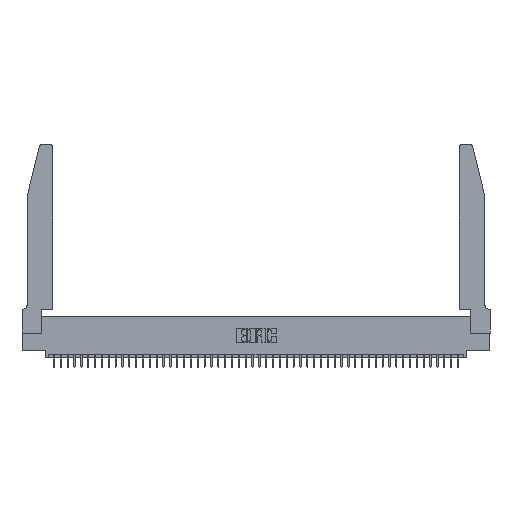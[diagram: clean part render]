
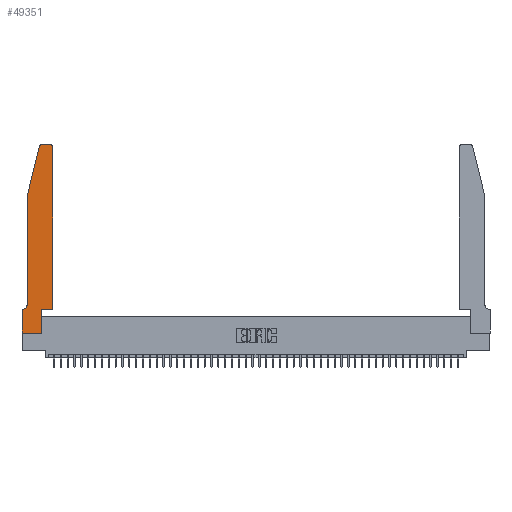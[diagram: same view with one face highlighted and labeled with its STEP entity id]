
A CAD part, top view. The second image highlights one B-rep face of the part: STEP entity #49351.
In plain terms, the highlighted planar face has unit normal (0, 0, 1).
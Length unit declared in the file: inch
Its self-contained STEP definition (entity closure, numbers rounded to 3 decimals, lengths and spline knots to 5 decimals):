
#1351 = EDGE_CURVE ( 'NONE', #15297, #10107, #5728, .T. ) ;
#1601 = CARTESIAN_POINT ( 'NONE',  ( 0.4505, 2.72, 0.37 ) ) ;
#2915 = DIRECTION ( 'NONE',  ( 1., 0., 0. ) ) ;
#3313 = DIRECTION ( 'NONE',  ( 0., 1., 0. ) ) ;
#3562 = ORIENTED_EDGE ( 'NONE', *, *, #45067, .T. ) ;
#5560 = CARTESIAN_POINT ( 'NONE',  ( 0.284, 2.75, 0.37 ) ) ;
#5722 = LINE ( 'NONE', #48494, #37226 ) ;
#5728 = LINE ( 'NONE', #39987, #43287 ) ;
#6074 = ORIENTED_EDGE ( 'NONE', *, *, #9076, .T. ) ;
#6686 = VERTEX_POINT ( 'NONE', #44691 ) ;
#7174 = VERTEX_POINT ( 'NONE', #21914 ) ;
#7708 = VECTOR ( 'NONE', #44901, 39.37008 ) ;
#7733 = ORIENTED_EDGE ( 'NONE', *, *, #1351, .T. ) ;
#8067 = EDGE_LOOP ( 'NONE', ( #25731, #21886, #27578, #7733, #30300, #13070, #3562, #12758, #37944, #6074, #36702, #41517 ) ) ;
#8084 = VECTOR ( 'NONE', #9484, 39.37008 ) ;
#8166 = VERTEX_POINT ( 'NONE', #46657 ) ;
#8561 = DIRECTION ( 'NONE',  ( 1., 0., 0. ) ) ;
#8844 = VERTEX_POINT ( 'NONE', #5560 ) ;
#9076 = EDGE_CURVE ( 'NONE', #20010, #27233, #38967, .T. ) ;
#9112 = VECTOR ( 'NONE', #46644, 39.37008 ) ;
#9473 = AXIS2_PLACEMENT_3D ( 'NONE', #45373, #11122, #26483 ) ;
#9484 = DIRECTION ( 'NONE',  ( -1., 0., 0. ) ) ;
#9571 = CARTESIAN_POINT ( 'NONE',  ( 0.0055, 0.35, 0.37 ) ) ;
#10107 = VERTEX_POINT ( 'NONE', #22728 ) ;
#10380 = EDGE_CURVE ( 'NONE', #12158, #7174, #46149, .T. ) ;
#11122 = DIRECTION ( 'NONE',  ( 0., 0., -1. ) ) ;
#12158 = VERTEX_POINT ( 'NONE', #1601 ) ;
#12264 = CARTESIAN_POINT ( 'NONE',  ( 0.4505, 0.35, 0.37 ) ) ;
#12382 = CIRCLE ( 'NONE', #32524, 0.03 ) ;
#12758 = ORIENTED_EDGE ( 'NONE', *, *, #28521, .T. ) ;
#13058 = LINE ( 'NONE', #40000, #8084 ) ;
#13070 = ORIENTED_EDGE ( 'NONE', *, *, #29493, .T. ) ;
#13935 = CARTESIAN_POINT ( 'NONE',  ( 0.0755, 2., 0.37 ) ) ;
#14723 = VECTOR ( 'NONE', #31132, 39.37008 ) ;
#15144 = CARTESIAN_POINT ( 'NONE',  ( 0.284, 2.72, 0.37 ) ) ;
#15297 = VERTEX_POINT ( 'NONE', #30095 ) ;
#15904 = DIRECTION ( 'NONE',  ( -1., 0., 0. ) ) ;
#16918 = EDGE_CURVE ( 'NONE', #8166, #15297, #48164, .T. ) ;
#17158 = CARTESIAN_POINT ( 'NONE',  ( 0.4505, 0.35, 0.37 ) ) ;
#18237 = VECTOR ( 'NONE', #18492, 39.37008 ) ;
#18492 = DIRECTION ( 'NONE',  ( 0., 1., 0. ) ) ;
#20010 = VERTEX_POINT ( 'NONE', #40691 ) ;
#21421 = CARTESIAN_POINT ( 'NONE',  ( 0.4205, 2.72, 0.37 ) ) ;
#21886 = ORIENTED_EDGE ( 'NONE', *, *, #47440, .T. ) ;
#21914 = CARTESIAN_POINT ( 'NONE',  ( 0.4205, 2.75, 0.37 ) ) ;
#22002 = FACE_OUTER_BOUND ( 'NONE', #8067, .T. ) ;
#22405 = LINE ( 'NONE', #37792, #49519 ) ;
#22728 = CARTESIAN_POINT ( 'NONE',  ( 0.0755, 0.42, 0.37 ) ) ;
#23625 = VECTOR ( 'NONE', #15904, 39.37008 ) ;
#25710 = DIRECTION ( 'NONE',  ( 1., 0., 0. ) ) ;
#25731 = ORIENTED_EDGE ( 'NONE', *, *, #43461, .T. ) ;
#26379 = EDGE_CURVE ( 'NONE', #10107, #48434, #31248, .T. ) ;
#26483 = DIRECTION ( 'NONE',  ( -1., 0., 0. ) ) ;
#27233 = VERTEX_POINT ( 'NONE', #17158 ) ;
#27578 = ORIENTED_EDGE ( 'NONE', *, *, #16918, .T. ) ;
#28521 = EDGE_CURVE ( 'NONE', #46501, #6686, #31297, .T. ) ;
#29061 = CARTESIAN_POINT ( 'NONE',  ( 0., 0.35, 0.37 ) ) ;
#29493 = EDGE_CURVE ( 'NONE', #48434, #48583, #43111, .T. ) ;
#30095 = CARTESIAN_POINT ( 'NONE',  ( 0.0755, 2., 0.37 ) ) ;
#30300 = ORIENTED_EDGE ( 'NONE', *, *, #26379, .T. ) ;
#31132 = DIRECTION ( 'NONE',  ( 1., 0., 0. ) ) ;
#31248 = CIRCLE ( 'NONE', #9473, 0.07 ) ;
#31297 = LINE ( 'NONE', #35592, #9112 ) ;
#32524 = AXIS2_PLACEMENT_3D ( 'NONE', #15144, #34792, #8561 ) ;
#32682 = DIRECTION ( 'NONE',  ( 0., -1., 0. ) ) ;
#34275 = CARTESIAN_POINT ( 'NONE',  ( 0., 0.35, 0.37 ) ) ;
#34792 = DIRECTION ( 'NONE',  ( 0., 0., 1. ) ) ;
#35592 = CARTESIAN_POINT ( 'NONE',  ( 0., 0., 0.37 ) ) ;
#36313 = EDGE_CURVE ( 'NONE', #6686, #20010, #22405, .T. ) ;
#36558 = AXIS2_PLACEMENT_3D ( 'NONE', #29061, #37397, #2915 ) ;
#36702 = ORIENTED_EDGE ( 'NONE', *, *, #37225, .T. ) ;
#36820 = DIRECTION ( 'NONE',  ( 0., 0., 1. ) ) ;
#37225 = EDGE_CURVE ( 'NONE', #27233, #12158, #45178, .T. ) ;
#37226 = VECTOR ( 'NONE', #32682, 39.37008 ) ;
#37397 = DIRECTION ( 'NONE',  ( 0., 0., 1. ) ) ;
#37665 = CARTESIAN_POINT ( 'NONE',  ( 0.4505, 0.35, 0.37 ) ) ;
#37792 = CARTESIAN_POINT ( 'NONE',  ( 0.2865, 0.35, 0.37 ) ) ;
#37944 = ORIENTED_EDGE ( 'NONE', *, *, #36313, .T. ) ;
#38967 = LINE ( 'NONE', #12264, #14723 ) ;
#39987 = CARTESIAN_POINT ( 'NONE',  ( 0.0755, 2., 0.37 ) ) ;
#40000 = CARTESIAN_POINT ( 'NONE',  ( 0.2605, 2.75, 0.37 ) ) ;
#40406 = PLANE ( 'NONE',  #36558 ) ;
#40691 = CARTESIAN_POINT ( 'NONE',  ( 0.2865, 0.35, 0.37 ) ) ;
#41485 = CARTESIAN_POINT ( 'NONE',  ( 0., 0., 0.37 ) ) ;
#41517 = ORIENTED_EDGE ( 'NONE', *, *, #10380, .T. ) ;
#42862 = CARTESIAN_POINT ( 'NONE',  ( 0.0755, 0.35, 0.37 ) ) ;
#43111 = LINE ( 'NONE', #42862, #23625 ) ;
#43287 = VECTOR ( 'NONE', #44257, 39.37008 ) ;
#43461 = EDGE_CURVE ( 'NONE', #7174, #8844, #13058, .T. ) ;
#44257 = DIRECTION ( 'NONE',  ( 0., -1., 0. ) ) ;
#44691 = CARTESIAN_POINT ( 'NONE',  ( 0.2865, 0., 0.37 ) ) ;
#44901 = DIRECTION ( 'NONE',  ( -0.239, -0.971, 0. ) ) ;
#45067 = EDGE_CURVE ( 'NONE', #48583, #46501, #5722, .T. ) ;
#45178 = LINE ( 'NONE', #37665, #18237 ) ;
#45373 = CARTESIAN_POINT ( 'NONE',  ( 0.0055, 0.42, 0.37 ) ) ;
#46149 = CIRCLE ( 'NONE', #46979, 0.03 ) ;
#46501 = VERTEX_POINT ( 'NONE', #41485 ) ;
#46644 = DIRECTION ( 'NONE',  ( 1., 0., 0. ) ) ;
#46657 = CARTESIAN_POINT ( 'NONE',  ( 0.25487, 2.72718, 0.37 ) ) ;
#46979 = AXIS2_PLACEMENT_3D ( 'NONE', #21421, #36820, #25710 ) ;
#47440 = EDGE_CURVE ( 'NONE', #8844, #8166, #12382, .T. ) ;
#48164 = LINE ( 'NONE', #13935, #7708 ) ;
#48434 = VERTEX_POINT ( 'NONE', #9571 ) ;
#48494 = CARTESIAN_POINT ( 'NONE',  ( 0., 0., 0.37 ) ) ;
#48583 = VERTEX_POINT ( 'NONE', #34275 ) ;
#49351 = ADVANCED_FACE ( 'NONE', ( #22002 ), #40406, .T. ) ;
#49519 = VECTOR ( 'NONE', #3313, 39.37008 ) ;
